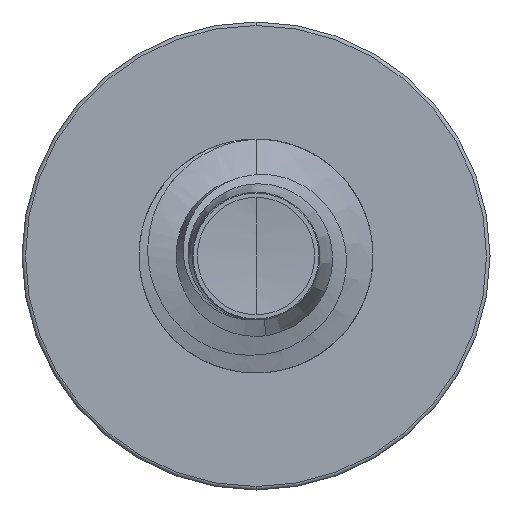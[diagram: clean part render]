
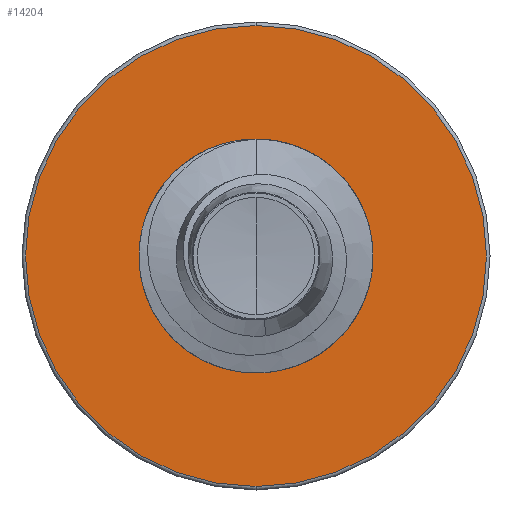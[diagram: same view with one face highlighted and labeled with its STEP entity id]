
A CAD part, front view. The second image highlights one B-rep face of the part: STEP entity #14204.
In plain terms, the highlighted planar face has unit normal (0, -1, 0).
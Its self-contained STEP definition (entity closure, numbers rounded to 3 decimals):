
#309 = ORIENTED_EDGE ( 'NONE', *, *, #12224, .F. ) ;
#912 = DIRECTION ( 'NONE',  ( 0., 0., 1. ) ) ;
#937 = DIRECTION ( 'NONE',  ( 0., 1., 0. ) ) ;
#1048 = CARTESIAN_POINT ( 'NONE',  ( 0., 9., 0. ) ) ;
#1236 = PLANE ( 'NONE',  #3558 ) ;
#1400 = VERTEX_POINT ( 'NONE', #5088 ) ;
#1722 = AXIS2_PLACEMENT_3D ( 'NONE', #12931, #12916, #12905 ) ;
#2272 = DIRECTION ( 'NONE',  ( 0., 0., 1. ) ) ;
#2294 = DIRECTION ( 'NONE',  ( 0., 1., 0. ) ) ;
#2300 = CARTESIAN_POINT ( 'NONE',  ( 0., 9., 0. ) ) ;
#2994 = DIRECTION ( 'NONE',  ( 0., 1., 0. ) ) ;
#3182 = FACE_OUTER_BOUND ( 'NONE', #6053, .T. ) ;
#3558 = AXIS2_PLACEMENT_3D ( 'NONE', #6069, #2994, #11824 ) ;
#4326 = CIRCLE ( 'NONE', #5650, 3.94 ) ;
#4802 = VERTEX_POINT ( 'NONE', #6126 ) ;
#5054 = AXIS2_PLACEMENT_3D ( 'NONE', #6360, #6333, #6330 ) ;
#5088 = CARTESIAN_POINT ( 'NONE',  ( 0., 9., 3.94 ) ) ;
#5500 = CIRCLE ( 'NONE', #5054, 3.94 ) ;
#5650 = AXIS2_PLACEMENT_3D ( 'NONE', #1048, #937, #912 ) ;
#5906 = AXIS2_PLACEMENT_3D ( 'NONE', #2300, #2294, #2272 ) ;
#6053 = EDGE_LOOP ( 'NONE', ( #309, #6429 ) ) ;
#6069 = CARTESIAN_POINT ( 'NONE',  ( 0., 9., -1.989 ) ) ;
#6126 = CARTESIAN_POINT ( 'NONE',  ( 0., 9., -1.989 ) ) ;
#6330 = DIRECTION ( 'NONE',  ( 0., 0., 1. ) ) ;
#6333 = DIRECTION ( 'NONE',  ( 0., 1., 0. ) ) ;
#6360 = CARTESIAN_POINT ( 'NONE',  ( 0., 9., 0. ) ) ;
#6429 = ORIENTED_EDGE ( 'NONE', *, *, #12483, .F. ) ;
#6490 = ORIENTED_EDGE ( 'NONE', *, *, #12791, .T. ) ;
#6748 = EDGE_LOOP ( 'NONE', ( #12859, #6490 ) ) ;
#8534 = CIRCLE ( 'NONE', #5906, 1.989 ) ;
#10720 = FACE_BOUND ( 'NONE', #6748, .T. ) ;
#11314 = VERTEX_POINT ( 'NONE', #12158 ) ;
#11374 = VERTEX_POINT ( 'NONE', #13899 ) ;
#11824 = DIRECTION ( 'NONE',  ( 0., 0., 1. ) ) ;
#12158 = CARTESIAN_POINT ( 'NONE',  ( 0., 9., 1.989 ) ) ;
#12169 = EDGE_CURVE ( 'NONE', #11314, #4802, #8534, .T. ) ;
#12224 = EDGE_CURVE ( 'NONE', #1400, #11374, #4326, .T. ) ;
#12483 = EDGE_CURVE ( 'NONE', #11374, #1400, #5500, .T. ) ;
#12791 = EDGE_CURVE ( 'NONE', #4802, #11314, #13304, .T. ) ;
#12859 = ORIENTED_EDGE ( 'NONE', *, *, #12169, .T. ) ;
#12905 = DIRECTION ( 'NONE',  ( 0., 0., 1. ) ) ;
#12916 = DIRECTION ( 'NONE',  ( 0., 1., 0. ) ) ;
#12931 = CARTESIAN_POINT ( 'NONE',  ( 0., 9., 0. ) ) ;
#13304 = CIRCLE ( 'NONE', #1722, 1.989 ) ;
#13899 = CARTESIAN_POINT ( 'NONE',  ( 0., 9., -3.94 ) ) ;
#14204 = ADVANCED_FACE ( 'NONE', ( #3182, #10720 ), #1236, .F. ) ;
